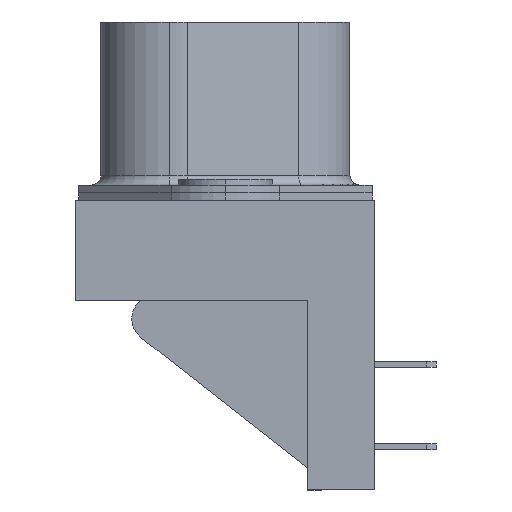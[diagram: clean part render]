
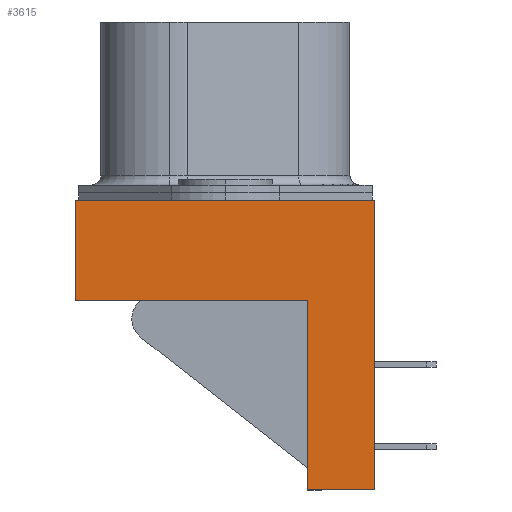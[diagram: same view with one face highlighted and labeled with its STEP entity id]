
A CAD part, left-side view. The second image highlights one B-rep face of the part: STEP entity #3615.
In plain terms, the highlighted planar face has unit normal (-1, 0, 0).
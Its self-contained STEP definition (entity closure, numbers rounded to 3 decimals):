
#3615 = ADVANCED_FACE ( 'NONE', ( #5835 ), #167324, .T. ) ;
#5835 = FACE_OUTER_BOUND ( 'NONE', #157025, .T. ) ;
#12399 = ORIENTED_EDGE ( 'NONE', *, *, #129678, .T. ) ;
#13436 = DIRECTION ( 'NONE',  ( 0., 0., 1. ) ) ;
#13965 = CARTESIAN_POINT ( 'NONE',  ( -4.125, 7.8, -5.2 ) ) ;
#14410 = LINE ( 'NONE', #54579, #44155 ) ;
#25951 = LINE ( 'NONE', #78647, #114532 ) ;
#30781 = VECTOR ( 'NONE', #146101, 1000. ) ;
#37760 = VERTEX_POINT ( 'NONE', #126573 ) ;
#38016 = EDGE_CURVE ( 'NONE', #150343, #161904, #14410, .T. ) ;
#41667 = DIRECTION ( 'NONE',  ( 0., 0., 1. ) ) ;
#44155 = VECTOR ( 'NONE', #98263, 1000. ) ;
#52673 = VECTOR ( 'NONE', #13436, 1000. ) ;
#53769 = VECTOR ( 'NONE', #41667, 1000. ) ;
#54579 = CARTESIAN_POINT ( 'NONE',  ( -4.125, 7.8, 0. ) ) ;
#55608 = CARTESIAN_POINT ( 'NONE',  ( -4.125, -7.8, 0. ) ) ;
#58594 = LINE ( 'NONE', #96109, #53769 ) ;
#59416 = DIRECTION ( 'NONE',  ( 0., -1., 0. ) ) ;
#64486 = VERTEX_POINT ( 'NONE', #13965 ) ;
#65244 = CARTESIAN_POINT ( 'NONE',  ( -4.125, -4.3, -5.2 ) ) ;
#70317 = ORIENTED_EDGE ( 'NONE', *, *, #162283, .F. ) ;
#70560 = LINE ( 'NONE', #94646, #52673 ) ;
#75091 = LINE ( 'NONE', #143714, #134163 ) ;
#76313 = AXIS2_PLACEMENT_3D ( 'NONE', #166431, #83534, #59416 ) ;
#76822 = EDGE_CURVE ( 'NONE', #111522, #120882, #70560, .T. ) ;
#78647 = CARTESIAN_POINT ( 'NONE',  ( -4.125, 7.8, -5.2 ) ) ;
#79540 = DIRECTION ( 'NONE',  ( 0., 1., 0. ) ) ;
#83534 = DIRECTION ( 'NONE',  ( -1., 0., 0. ) ) ;
#88909 = ORIENTED_EDGE ( 'NONE', *, *, #76822, .F. ) ;
#94646 = CARTESIAN_POINT ( 'NONE',  ( -4.125, -4.3, -15.1 ) ) ;
#96109 = CARTESIAN_POINT ( 'NONE',  ( -4.125, -7.8, -15.1 ) ) ;
#98263 = DIRECTION ( 'NONE',  ( 0., -1., 0. ) ) ;
#107724 = LINE ( 'NONE', #134487, #30781 ) ;
#109582 = ORIENTED_EDGE ( 'NONE', *, *, #119661, .T. ) ;
#111522 = VERTEX_POINT ( 'NONE', #132434 ) ;
#114532 = VECTOR ( 'NONE', #79540, 1000. ) ;
#119661 = EDGE_CURVE ( 'NONE', #111522, #37760, #75091, .T. ) ;
#120882 = VERTEX_POINT ( 'NONE', #65244 ) ;
#126573 = CARTESIAN_POINT ( 'NONE',  ( -4.125, -7.8, -15.1 ) ) ;
#129678 = EDGE_CURVE ( 'NONE', #37760, #161904, #58594, .T. ) ;
#132434 = CARTESIAN_POINT ( 'NONE',  ( -4.125, -4.3, -15.1 ) ) ;
#133428 = EDGE_CURVE ( 'NONE', #64486, #150343, #107724, .T. ) ;
#134163 = VECTOR ( 'NONE', #161271, 1000. ) ;
#134487 = CARTESIAN_POINT ( 'NONE',  ( -4.125, 7.8, -15.1 ) ) ;
#143714 = CARTESIAN_POINT ( 'NONE',  ( -4.125, 7.8, -15.1 ) ) ;
#146101 = DIRECTION ( 'NONE',  ( 0., 0., 1. ) ) ;
#150343 = VERTEX_POINT ( 'NONE', #168402 ) ;
#151036 = ORIENTED_EDGE ( 'NONE', *, *, #38016, .F. ) ;
#152519 = ORIENTED_EDGE ( 'NONE', *, *, #133428, .F. ) ;
#157025 = EDGE_LOOP ( 'NONE', ( #70317, #88909, #109582, #12399, #151036, #152519 ) ) ;
#161271 = DIRECTION ( 'NONE',  ( 0., -1., 0. ) ) ;
#161904 = VERTEX_POINT ( 'NONE', #55608 ) ;
#162283 = EDGE_CURVE ( 'NONE', #120882, #64486, #25951, .T. ) ;
#166431 = CARTESIAN_POINT ( 'NONE',  ( -4.125, 7.8, -15.1 ) ) ;
#167324 = PLANE ( 'NONE',  #76313 ) ;
#168402 = CARTESIAN_POINT ( 'NONE',  ( -4.125, 7.8, 0. ) ) ;
